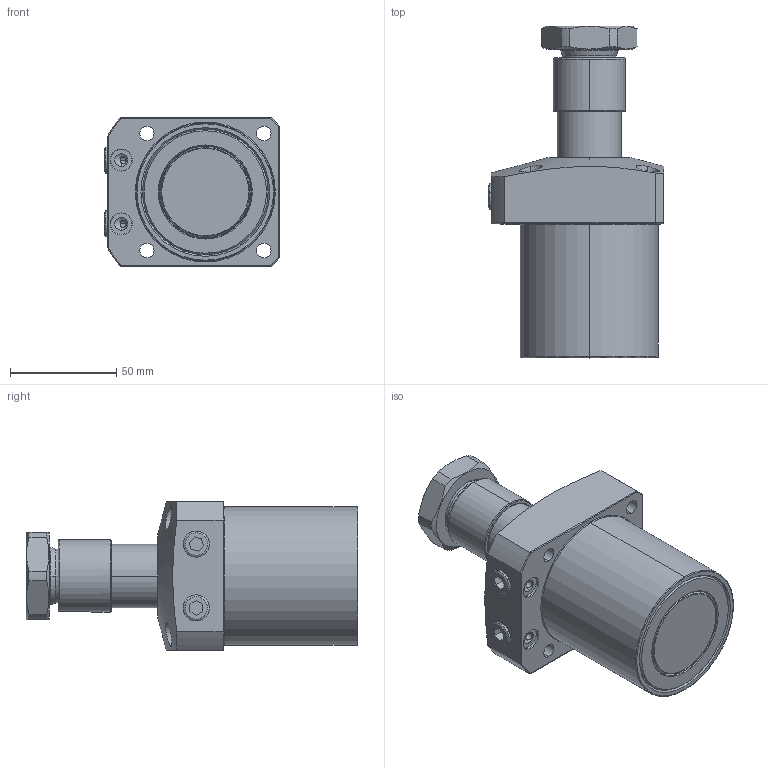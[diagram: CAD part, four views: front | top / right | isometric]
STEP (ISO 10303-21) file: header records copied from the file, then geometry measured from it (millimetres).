
FILE_DESCRIPTION (( 'STEP AP203' ), '1' );
FILE_NAME ('LHA0650-GL.STEP', '2018-12-15T03:44:33', ( '微软用户' ), ( '微软中国' ), 'SwSTEP 2.0', 'SolidWorks 2012', '' );
FILE_SCHEMA (( 'CONFIG_CONTROL_DESIGN' ));
Length unit declared in the file: millimetre
Products named in the file (7): LHA0650-槭暌滀S(蹬怮椔); LHA0650-咂衝椳紕_蹬怮椔); LHA0650-楓羔_蹬怮椔); LHA0650-GL; LHA0650-ů_; LHA0650-簸忣諍匏_; Rネジ1_4
Assembly tree (7 placements, depth 2):
  LHA0650-GL
    LHA0650-槭暌滀S(蹬怮椔)
    LHA0650-咂衝椳紕_蹬怮椔)
    LHA0650-楓羔_蹬怮椔)
    LHA0650-ů_
    LHA0650-簸忣諍匏_
    Rネジ1_4  x2
Bounding box: 82.5 x 156 x 70 mm (x, y, z)
Volume: 415248.4 mm3; surface area: 58110.7 mm2
Topology: 7 solids, 7 shells, 230 faces, 549 edges, 345 vertices
Faces by surface type: plane 78, cylinder 71, cone 59, torus 20, sphere 2
Entity records: 7885 total; most frequent: CARTESIAN_POINT 2110, DIRECTION 1083, ORIENTED_EDGE 1030, EDGE_CURVE 515, AXIS2_PLACEMENT_3D 443, VERTEX_POINT 325, EDGE_LOOP 242, CIRCLE 218
